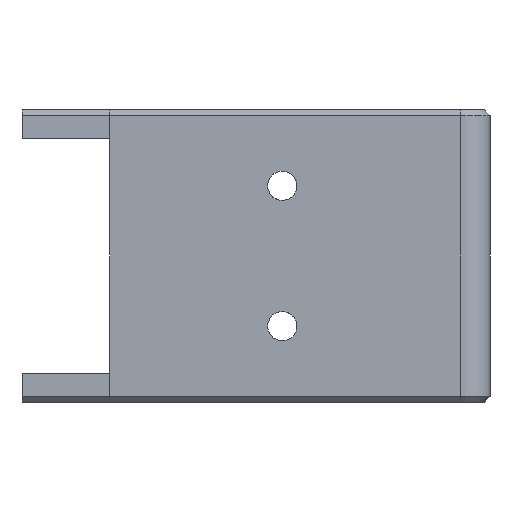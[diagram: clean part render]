
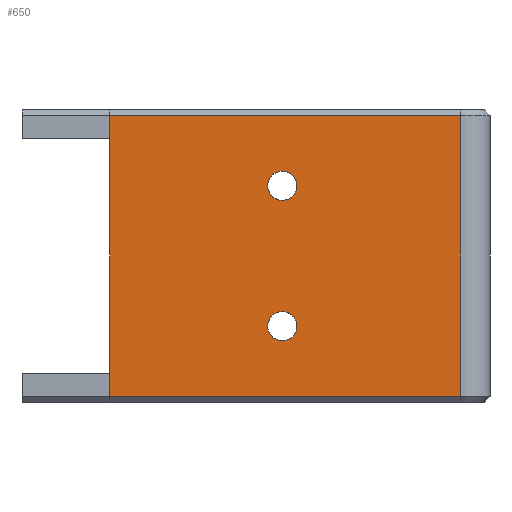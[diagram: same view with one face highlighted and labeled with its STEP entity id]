
A CAD part, left-side view. The second image highlights one B-rep face of the part: STEP entity #650.
In plain terms, the highlighted planar face has unit normal (-1, 0, 0).
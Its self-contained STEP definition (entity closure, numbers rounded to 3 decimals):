
#229 = VERTEX_POINT('',#230);
#230 = CARTESIAN_POINT('',(-42.5,40.,-20.));
#238 = VERTEX_POINT('',#239);
#239 = CARTESIAN_POINT('',(-42.5,40.,20.));
#245 = EDGE_CURVE('',#229,#238,#246,.T.);
#246 = LINE('',#247,#248);
#247 = CARTESIAN_POINT('',(-42.5,40.,-25.));
#248 = VECTOR('',#249,1.);
#249 = DIRECTION('',(0.,0.,1.));
#405 = VERTEX_POINT('',#406);
#406 = CARTESIAN_POINT('',(-42.5,-20.,-24.));
#429 = EDGE_CURVE('',#405,#430,#432,.T.);
#430 = VERTEX_POINT('',#431);
#431 = CARTESIAN_POINT('',(-42.5,40.,-24.));
#432 = LINE('',#433,#434);
#433 = CARTESIAN_POINT('',(-42.5,-20.,-24.));
#434 = VECTOR('',#435,1.);
#435 = DIRECTION('',(0.,1.,0.));
#650 = ADVANCED_FACE('',(#651,#683,#694),#705,.T.);
#651 = FACE_BOUND('',#652,.T.);
#652 = EDGE_LOOP('',(#653,#661,#669,#675,#676,#682));
#653 = ORIENTED_EDGE('',*,*,#654,.T.);
#654 = EDGE_CURVE('',#405,#655,#657,.T.);
#655 = VERTEX_POINT('',#656);
#656 = CARTESIAN_POINT('',(-42.5,-20.,24.));
#657 = LINE('',#658,#659);
#658 = CARTESIAN_POINT('',(-42.5,-20.,-25.));
#659 = VECTOR('',#660,1.);
#660 = DIRECTION('',(0.,0.,1.));
#661 = ORIENTED_EDGE('',*,*,#662,.T.);
#662 = EDGE_CURVE('',#655,#663,#665,.T.);
#663 = VERTEX_POINT('',#664);
#664 = CARTESIAN_POINT('',(-42.5,40.,24.));
#665 = LINE('',#666,#667);
#666 = CARTESIAN_POINT('',(-42.5,-20.,24.));
#667 = VECTOR('',#668,1.);
#668 = DIRECTION('',(0.,1.,0.));
#669 = ORIENTED_EDGE('',*,*,#670,.F.);
#670 = EDGE_CURVE('',#238,#663,#671,.T.);
#671 = LINE('',#672,#673);
#672 = CARTESIAN_POINT('',(-42.5,40.,-25.));
#673 = VECTOR('',#674,1.);
#674 = DIRECTION('',(0.,0.,1.));
#675 = ORIENTED_EDGE('',*,*,#245,.F.);
#676 = ORIENTED_EDGE('',*,*,#677,.F.);
#677 = EDGE_CURVE('',#430,#229,#678,.T.);
#678 = LINE('',#679,#680);
#679 = CARTESIAN_POINT('',(-42.5,40.,-25.));
#680 = VECTOR('',#681,1.);
#681 = DIRECTION('',(0.,0.,1.));
#682 = ORIENTED_EDGE('',*,*,#429,.F.);
#683 = FACE_BOUND('',#684,.T.);
#684 = EDGE_LOOP('',(#685));
#685 = ORIENTED_EDGE('',*,*,#686,.F.);
#686 = EDGE_CURVE('',#687,#687,#689,.T.);
#687 = VERTEX_POINT('',#688);
#688 = CARTESIAN_POINT('',(-42.5,10.5,14.5));
#689 = CIRCLE('',#690,2.5);
#690 = AXIS2_PLACEMENT_3D('',#691,#692,#693);
#691 = CARTESIAN_POINT('',(-42.5,10.5,12.));
#692 = DIRECTION('',(-1.,0.,0.));
#693 = DIRECTION('',(0.,0.,1.));
#694 = FACE_BOUND('',#695,.T.);
#695 = EDGE_LOOP('',(#696));
#696 = ORIENTED_EDGE('',*,*,#697,.F.);
#697 = EDGE_CURVE('',#698,#698,#700,.T.);
#698 = VERTEX_POINT('',#699);
#699 = CARTESIAN_POINT('',(-42.5,10.5,-9.5));
#700 = CIRCLE('',#701,2.5);
#701 = AXIS2_PLACEMENT_3D('',#702,#703,#704);
#702 = CARTESIAN_POINT('',(-42.5,10.5,-12.));
#703 = DIRECTION('',(-1.,0.,0.));
#704 = DIRECTION('',(0.,0.,1.));
#705 = PLANE('',#706);
#706 = AXIS2_PLACEMENT_3D('',#707,#708,#709);
#707 = CARTESIAN_POINT('',(-42.5,-20.,-25.));
#708 = DIRECTION('',(-1.,0.,0.));
#709 = DIRECTION('',(0.,1.,0.));
